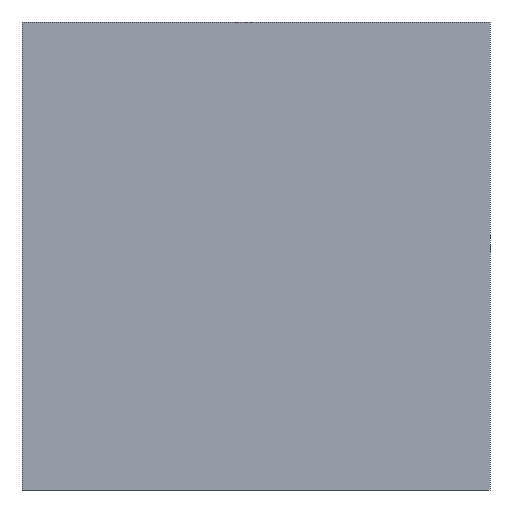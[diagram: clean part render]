
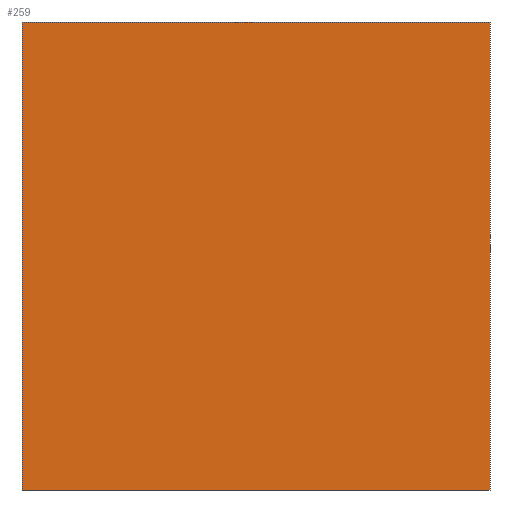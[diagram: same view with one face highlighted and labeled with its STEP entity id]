
A CAD part, front view. The second image highlights one B-rep face of the part: STEP entity #259.
In plain terms, the highlighted planar face has unit normal (0, -1, 0).
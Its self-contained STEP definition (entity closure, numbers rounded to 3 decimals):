
#1 = FACE_OUTER_BOUND ( 'NONE', #198, .T. ) ;
#3 = EDGE_CURVE ( 'NONE', #13, #253, #193, .T. ) ;
#6 = VECTOR ( 'NONE', #16, 1000. ) ;
#11 = PLANE ( 'NONE',  #270 ) ;
#13 = VERTEX_POINT ( 'NONE', #245 ) ;
#15 = DIRECTION ( 'NONE',  ( 0., 0., -1. ) ) ;
#16 = DIRECTION ( 'NONE',  ( -1., 0., 0. ) ) ;
#39 = ORIENTED_EDGE ( 'NONE', *, *, #174, .F. ) ;
#40 = EDGE_CURVE ( 'NONE', #137, #13, #140, .T. ) ;
#72 = VECTOR ( 'NONE', #15, 1000. ) ;
#76 = CARTESIAN_POINT ( 'NONE',  ( -5000., 0., 5000. ) ) ;
#90 = EDGE_CURVE ( 'NONE', #239, #137, #213, .T. ) ;
#91 = VECTOR ( 'NONE', #164, 1000. ) ;
#98 = DIRECTION ( 'NONE',  ( 0., 0., 1. ) ) ;
#109 = VECTOR ( 'NONE', #98, 1000. ) ;
#119 = CARTESIAN_POINT ( 'NONE',  ( 5000., 0., -5000. ) ) ;
#137 = VERTEX_POINT ( 'NONE', #76 ) ;
#140 = LINE ( 'NONE', #143, #91 ) ;
#141 = ORIENTED_EDGE ( 'NONE', *, *, #40, .F. ) ;
#142 = ORIENTED_EDGE ( 'NONE', *, *, #90, .F. ) ;
#143 = CARTESIAN_POINT ( 'NONE',  ( -5000., 0., 5000. ) ) ;
#146 = CARTESIAN_POINT ( 'NONE',  ( -5000., 0., -5000. ) ) ;
#164 = DIRECTION ( 'NONE',  ( 1., 0., 0. ) ) ;
#174 = EDGE_CURVE ( 'NONE', #253, #239, #208, .T. ) ;
#179 = DIRECTION ( 'NONE',  ( 0., -1., 0. ) ) ;
#181 = DIRECTION ( 'NONE',  ( 0., 0., -1. ) ) ;
#193 = LINE ( 'NONE', #204, #72 ) ;
#198 = EDGE_LOOP ( 'NONE', ( #199, #141, #142, #39 ) ) ;
#199 = ORIENTED_EDGE ( 'NONE', *, *, #3, .F. ) ;
#204 = CARTESIAN_POINT ( 'NONE',  ( 5000., 0., 5000. ) ) ;
#208 = LINE ( 'NONE', #146, #6 ) ;
#213 = LINE ( 'NONE', #216, #109 ) ;
#216 = CARTESIAN_POINT ( 'NONE',  ( -5000., 0., 5000. ) ) ;
#222 = CARTESIAN_POINT ( 'NONE',  ( 0., 0., 0. ) ) ;
#239 = VERTEX_POINT ( 'NONE', #261 ) ;
#245 = CARTESIAN_POINT ( 'NONE',  ( 5000., 0., 5000. ) ) ;
#253 = VERTEX_POINT ( 'NONE', #119 ) ;
#259 = ADVANCED_FACE ( 'NONE', ( #1 ), #11, .T. ) ;
#261 = CARTESIAN_POINT ( 'NONE',  ( -5000., 0., -5000. ) ) ;
#270 = AXIS2_PLACEMENT_3D ( 'NONE', #222, #179, #181 ) ;
